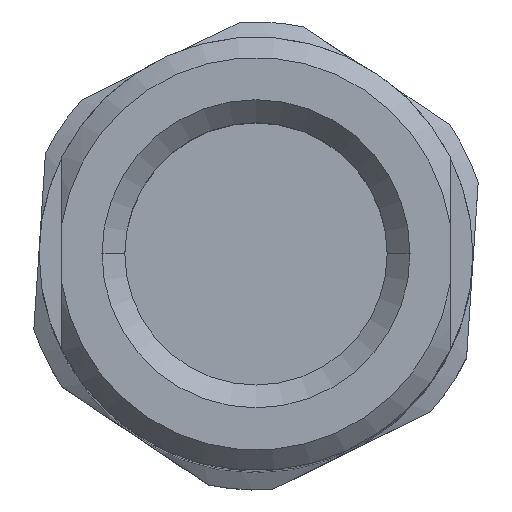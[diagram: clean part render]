
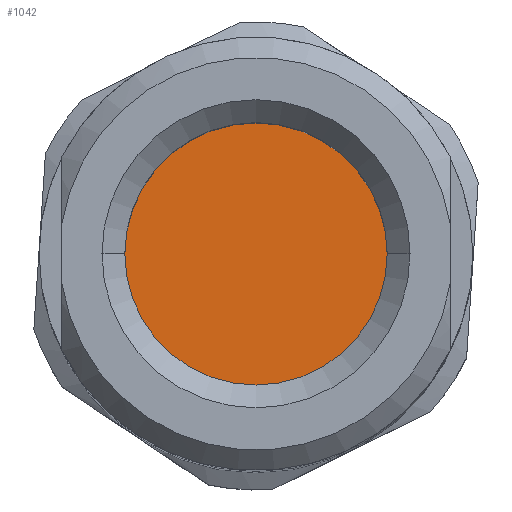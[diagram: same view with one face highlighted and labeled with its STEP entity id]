
A CAD part, top view. The second image highlights one B-rep face of the part: STEP entity #1042.
In plain terms, the highlighted planar face has unit normal (0, 0, 1).
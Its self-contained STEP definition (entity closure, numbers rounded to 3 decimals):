
#4 = AXIS2_PLACEMENT_3D ( 'NONE', #1417, #1799, #1774 ) ;
#241 = CARTESIAN_POINT ( 'NONE',  ( 0., 0., -12.2 ) ) ;
#839 = VERTEX_POINT ( 'NONE', #1556 ) ;
#878 = EDGE_CURVE ( 'Defeature ausgef�hrt1_31+Defeature ausgef�hrt1_33+Defeature ausgef�hrt1_33+Defeature ausgef�hrt1_33', #839, #1701, #1030, .T. ) ;
#907 = ORIENTED_EDGE ( 'NONE', *, *, #1937, .T. ) ;
#932 = EDGE_LOOP ( 'NONE', ( #1079, #907 ) ) ;
#1030 = CIRCLE ( 'NONE', #4, 5.75 ) ;
#1042 = ADVANCED_FACE ( 'Defeature ausgef�hrt1_31', ( #1051 ), #1796, .T. ) ;
#1051 = FACE_OUTER_BOUND ( 'NONE', #932, .T. ) ;
#1079 = ORIENTED_EDGE ( 'NONE', *, *, #878, .T. ) ;
#1259 = AXIS2_PLACEMENT_3D ( 'NONE', #1808, #1785, #1656 ) ;
#1417 = CARTESIAN_POINT ( 'NONE',  ( 0., 0., -12.2 ) ) ;
#1428 = DIRECTION ( 'NONE',  ( 1., 0., 0. ) ) ;
#1556 = CARTESIAN_POINT ( 'NONE',  ( 5.75, 0., -12.2 ) ) ;
#1605 = DIRECTION ( 'NONE',  ( 0., 0., 1. ) ) ;
#1620 = CARTESIAN_POINT ( 'NONE',  ( -5.75, 0., -12.2 ) ) ;
#1656 = DIRECTION ( 'NONE',  ( 1., 0., 0. ) ) ;
#1701 = VERTEX_POINT ( 'NONE', #1620 ) ;
#1774 = DIRECTION ( 'NONE',  ( 1., 0., 0. ) ) ;
#1785 = DIRECTION ( 'NONE',  ( 0., 0., 1. ) ) ;
#1796 = PLANE ( 'NONE',  #2138 ) ;
#1799 = DIRECTION ( 'NONE',  ( 0., 0., 1. ) ) ;
#1808 = CARTESIAN_POINT ( 'NONE',  ( 0., 0., -12.2 ) ) ;
#1937 = EDGE_CURVE ( 'Defeature ausgef�hrt1_31+Defeature ausgef�hrt1_33+Defeature ausgef�hrt1_33+Defeature ausgef�hrt1_33', #1701, #839, #1954, .T. ) ;
#1954 = CIRCLE ( 'NONE', #1259, 5.75 ) ;
#2138 = AXIS2_PLACEMENT_3D ( 'NONE', #241, #1605, #1428 ) ;
